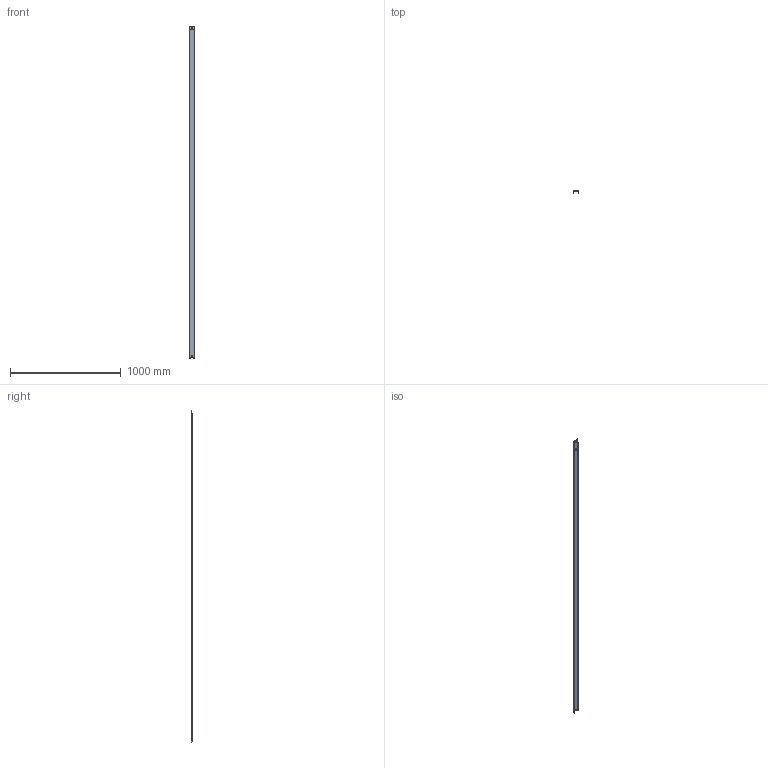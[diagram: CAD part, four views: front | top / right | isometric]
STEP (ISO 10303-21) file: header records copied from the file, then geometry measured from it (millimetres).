
FILE_DESCRIPTION (( 'STEP AP214' ), '1' );
FILE_NAME ('CLP1K-050-055-3_Êðûøêà íà ëîòîê îñí. 50-0,55ìì IEK.STEP', '2020-07-11T10:00:20', ( 'Igoran' ), ( '' ), 'SwSTEP 2.0', 'SolidWorks 2017', '' );
FILE_SCHEMA (( 'AUTOMOTIVE_DESIGN' ));
Length unit declared in the file: millimetre
Products named in the file (1): CLP1K-050-055-3_Êðûøêà íà ëîòîê îñí. 50-0,55ìì IEK
Bounding box: 54.1 x 17.49 x 3000 mm (x, y, z)
Volume: 138380.8 mm3; surface area: 508621.6 mm2
Topology: 1 solids, 1 shells, 178 faces, 454 edges, 288 vertices
Faces by surface type: plane 99, cylinder 37, torus 21, bspline 13, cone 8
Entity records: 7788 total; most frequent: CARTESIAN_POINT 3505, ORIENTED_EDGE 908, DIRECTION 851, EDGE_CURVE 454, AXIS2_PLACEMENT_3D 289, VERTEX_POINT 288, VECTOR 273, LINE 273
